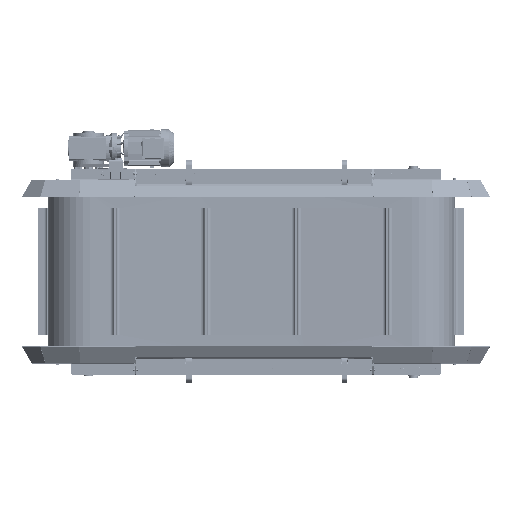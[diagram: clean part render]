
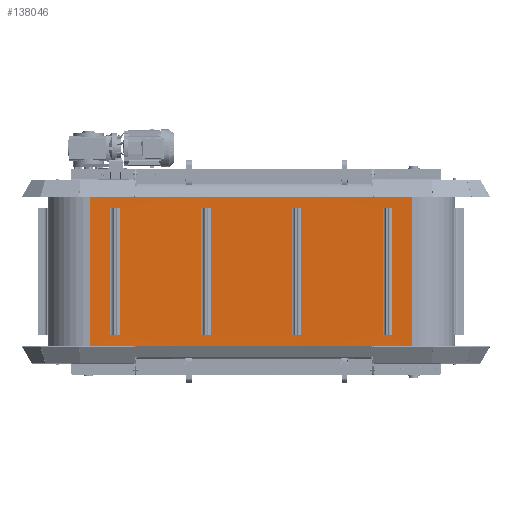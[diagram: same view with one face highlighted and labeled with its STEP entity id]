
A CAD part, top view. The second image highlights one B-rep face of the part: STEP entity #138046.
In plain terms, the highlighted cylindrical face has radius 22933.3 mm (diameter 45866.7 mm), a partial arc.
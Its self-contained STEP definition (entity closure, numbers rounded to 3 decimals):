
#1689=FACE_BOUND('',#25736,.T.);
#1690=FACE_BOUND('',#25737,.T.);
#1691=FACE_BOUND('',#25738,.T.);
#1692=FACE_BOUND('',#25739,.T.);
#10284=CYLINDRICAL_SURFACE('',#150860,22933.326);
#16858=FACE_OUTER_BOUND('',#25735,.T.);
#25735=EDGE_LOOP('',(#114072,#114073,#114074,#114075));
#25736=EDGE_LOOP('',(#114076,#114077,#114078,#114079));
#25737=EDGE_LOOP('',(#114080,#114081,#114082,#114083));
#25738=EDGE_LOOP('',(#114084,#114085,#114086,#114087));
#25739=EDGE_LOOP('',(#114088,#114089,#114090,#114091));
#36296=LINE('',#232169,#45911);
#36300=LINE('',#232183,#45915);
#36301=LINE('',#232189,#45916);
#36302=LINE('',#232192,#45917);
#36303=LINE('',#232197,#45918);
#36304=LINE('',#232200,#45919);
#36305=LINE('',#232205,#45920);
#36306=LINE('',#232208,#45921);
#36307=LINE('',#232213,#45922);
#36308=LINE('',#232216,#45923);
#45911=VECTOR('',#184095,10.);
#45915=VECTOR('',#184107,10.);
#45916=VECTOR('',#184112,10.);
#45917=VECTOR('',#184115,10.);
#45918=VECTOR('',#184118,10.);
#45919=VECTOR('',#184121,10.);
#45920=VECTOR('',#184124,10.);
#45921=VECTOR('',#184127,10.);
#45922=VECTOR('',#184130,10.);
#45923=VECTOR('',#184133,10.);
#52167=CIRCLE('',#150849,22933.326);
#52177=CIRCLE('',#150861,22933.326);
#52178=CIRCLE('',#150862,22933.326);
#52179=CIRCLE('',#150863,22933.326);
#52180=CIRCLE('',#150864,22933.326);
#52181=CIRCLE('',#150865,22933.326);
#52182=CIRCLE('',#150866,22933.326);
#52183=CIRCLE('',#150867,22933.326);
#52184=CIRCLE('',#150868,22933.326);
#52185=CIRCLE('',#150869,22933.326);
#63522=VERTEX_POINT('',#232152);
#63523=VERTEX_POINT('',#232154);
#63529=VERTEX_POINT('',#232168);
#63535=VERTEX_POINT('',#232182);
#63536=VERTEX_POINT('',#232185);
#63537=VERTEX_POINT('',#232186);
#63538=VERTEX_POINT('',#232188);
#63539=VERTEX_POINT('',#232190);
#63540=VERTEX_POINT('',#232193);
#63541=VERTEX_POINT('',#232194);
#63542=VERTEX_POINT('',#232196);
#63543=VERTEX_POINT('',#232198);
#63544=VERTEX_POINT('',#232201);
#63545=VERTEX_POINT('',#232202);
#63546=VERTEX_POINT('',#232204);
#63547=VERTEX_POINT('',#232206);
#63548=VERTEX_POINT('',#232209);
#63549=VERTEX_POINT('',#232210);
#63550=VERTEX_POINT('',#232212);
#63551=VERTEX_POINT('',#232214);
#80844=EDGE_CURVE('',#63522,#63523,#52167,.T.);
#80851=EDGE_CURVE('',#63529,#63522,#36296,.T.);
#80858=EDGE_CURVE('',#63523,#63535,#36300,.T.);
#80859=EDGE_CURVE('',#63535,#63529,#52177,.T.);
#80860=EDGE_CURVE('',#63536,#63537,#52178,.T.);
#80861=EDGE_CURVE('',#63537,#63538,#36301,.T.);
#80862=EDGE_CURVE('',#63538,#63539,#52179,.T.);
#80863=EDGE_CURVE('',#63539,#63536,#36302,.T.);
#80864=EDGE_CURVE('',#63540,#63541,#52180,.T.);
#80865=EDGE_CURVE('',#63541,#63542,#36303,.T.);
#80866=EDGE_CURVE('',#63542,#63543,#52181,.T.);
#80867=EDGE_CURVE('',#63543,#63540,#36304,.T.);
#80868=EDGE_CURVE('',#63544,#63545,#52182,.T.);
#80869=EDGE_CURVE('',#63545,#63546,#36305,.T.);
#80870=EDGE_CURVE('',#63546,#63547,#52183,.T.);
#80871=EDGE_CURVE('',#63547,#63544,#36306,.T.);
#80872=EDGE_CURVE('',#63548,#63549,#52184,.T.);
#80873=EDGE_CURVE('',#63549,#63550,#36307,.T.);
#80874=EDGE_CURVE('',#63550,#63551,#52185,.T.);
#80875=EDGE_CURVE('',#63551,#63548,#36308,.T.);
#114072=ORIENTED_EDGE('',*,*,#80858,.F.);
#114073=ORIENTED_EDGE('',*,*,#80844,.F.);
#114074=ORIENTED_EDGE('',*,*,#80851,.F.);
#114075=ORIENTED_EDGE('',*,*,#80859,.F.);
#114076=ORIENTED_EDGE('',*,*,#80860,.T.);
#114077=ORIENTED_EDGE('',*,*,#80861,.T.);
#114078=ORIENTED_EDGE('',*,*,#80862,.T.);
#114079=ORIENTED_EDGE('',*,*,#80863,.T.);
#114080=ORIENTED_EDGE('',*,*,#80864,.T.);
#114081=ORIENTED_EDGE('',*,*,#80865,.T.);
#114082=ORIENTED_EDGE('',*,*,#80866,.T.);
#114083=ORIENTED_EDGE('',*,*,#80867,.T.);
#114084=ORIENTED_EDGE('',*,*,#80868,.T.);
#114085=ORIENTED_EDGE('',*,*,#80869,.T.);
#114086=ORIENTED_EDGE('',*,*,#80870,.T.);
#114087=ORIENTED_EDGE('',*,*,#80871,.T.);
#114088=ORIENTED_EDGE('',*,*,#80872,.T.);
#114089=ORIENTED_EDGE('',*,*,#80873,.T.);
#114090=ORIENTED_EDGE('',*,*,#80874,.T.);
#114091=ORIENTED_EDGE('',*,*,#80875,.T.);
#138046=ADVANCED_FACE('',(#16858,#1689,#1690,#1691,#1692),#10284,.F.);
#150849=AXIS2_PLACEMENT_3D('',#232155,#184079,#184080);
#150860=AXIS2_PLACEMENT_3D('',#232181,#184105,#184106);
#150861=AXIS2_PLACEMENT_3D('',#232184,#184108,#184109);
#150862=AXIS2_PLACEMENT_3D('',#232187,#184110,#184111);
#150863=AXIS2_PLACEMENT_3D('',#232191,#184113,#184114);
#150864=AXIS2_PLACEMENT_3D('',#232195,#184116,#184117);
#150865=AXIS2_PLACEMENT_3D('',#232199,#184119,#184120);
#150866=AXIS2_PLACEMENT_3D('',#232203,#184122,#184123);
#150867=AXIS2_PLACEMENT_3D('',#232207,#184125,#184126);
#150868=AXIS2_PLACEMENT_3D('',#232211,#184128,#184129);
#150869=AXIS2_PLACEMENT_3D('',#232215,#184131,#184132);
#184079=DIRECTION('center_axis',(0.,1.,0.));
#184080=DIRECTION('ref_axis',(-0.036,0.,
-0.999));
#184095=DIRECTION('',(0.,-1.,0.));
#184105=DIRECTION('center_axis',(0.,-1.,0.));
#184106=DIRECTION('ref_axis',(-0.036,0.,
-0.999));
#184107=DIRECTION('',(0.,1.,0.));
#184108=DIRECTION('center_axis',(0.,-1.,0.));
#184109=DIRECTION('ref_axis',(-0.036,0.,
-0.999));
#184110=DIRECTION('center_axis',(0.,-1.,0.));
#184111=DIRECTION('ref_axis',(-0.036,0.,
-0.999));
#184112=DIRECTION('',(0.,-1.,0.));
#184113=DIRECTION('center_axis',(0.,1.,0.));
#184114=DIRECTION('ref_axis',(-0.036,0.,
-0.999));
#184115=DIRECTION('',(0.,1.,0.));
#184116=DIRECTION('center_axis',(0.,-1.,0.));
#184117=DIRECTION('ref_axis',(-0.036,0.,
-0.999));
#184118=DIRECTION('',(0.,-1.,0.));
#184119=DIRECTION('center_axis',(0.,1.,0.));
#184120=DIRECTION('ref_axis',(-0.036,0.,
-0.999));
#184121=DIRECTION('',(0.,1.,0.));
#184122=DIRECTION('center_axis',(0.,-1.,0.));
#184123=DIRECTION('ref_axis',(-0.036,0.,
-0.999));
#184124=DIRECTION('',(0.,-1.,0.));
#184125=DIRECTION('center_axis',(0.,1.,0.));
#184126=DIRECTION('ref_axis',(-0.036,0.,
-0.999));
#184127=DIRECTION('',(0.,1.,0.));
#184128=DIRECTION('center_axis',(0.,-1.,0.));
#184129=DIRECTION('ref_axis',(-0.036,0.,
-0.999));
#184130=DIRECTION('',(0.,-1.,0.));
#184131=DIRECTION('center_axis',(0.,1.,0.));
#184132=DIRECTION('ref_axis',(-0.036,0.,
-0.999));
#184133=DIRECTION('',(0.,1.,0.));
#232152=CARTESIAN_POINT('',(847.388,-400.,123.863));
#232154=CARTESIAN_POINT('',(-807.388,-400.,123.863));
#232155=CARTESIAN_POINT('Origin',(20.,-400.,23042.259));
#232168=CARTESIAN_POINT('',(847.388,400.,123.863));
#232169=CARTESIAN_POINT('',(847.388,0.,123.863));
#232181=CARTESIAN_POINT('Origin',(20.,0.,
23042.259));
#232182=CARTESIAN_POINT('',(-807.388,400.,123.863));
#232183=CARTESIAN_POINT('',(-807.388,0.,123.863));
#232184=CARTESIAN_POINT('Origin',(20.,400.,23042.259));
#232185=CARTESIAN_POINT('',(-704.863,325.,120.391));
#232186=CARTESIAN_POINT('',(-654.886,325.,118.865));
#232187=CARTESIAN_POINT('Origin',(20.,325.,23042.259));
#232188=CARTESIAN_POINT('',(-654.886,-325.,118.865));
#232189=CARTESIAN_POINT('',(-654.886,0.,118.865));
#232190=CARTESIAN_POINT('',(-704.863,-325.,120.391));
#232191=CARTESIAN_POINT('Origin',(20.,-325.,23042.259));
#232192=CARTESIAN_POINT('',(-704.863,0.,120.391));
#232193=CARTESIAN_POINT('',(-238.343,325.,110.388));
#232194=CARTESIAN_POINT('',(-188.346,325.,109.879));
#232195=CARTESIAN_POINT('Origin',(20.,325.,23042.259));
#232196=CARTESIAN_POINT('',(-188.346,-325.,109.879));
#232197=CARTESIAN_POINT('',(-188.346,0.,109.879));
#232198=CARTESIAN_POINT('',(-238.343,-325.,110.388));
#232199=CARTESIAN_POINT('Origin',(20.,-325.,23042.259));
#232200=CARTESIAN_POINT('',(-238.343,0.,110.388));
#232201=CARTESIAN_POINT('',(228.284,325.,109.878));
#232202=CARTESIAN_POINT('',(278.281,325.,110.387));
#232203=CARTESIAN_POINT('Origin',(20.,325.,23042.259));
#232204=CARTESIAN_POINT('',(278.281,-325.,110.387));
#232205=CARTESIAN_POINT('',(278.281,0.,110.387));
#232206=CARTESIAN_POINT('',(228.284,-325.,109.878));
#232207=CARTESIAN_POINT('Origin',(20.,-325.,23042.259));
#232208=CARTESIAN_POINT('',(228.284,0.,109.878));
#232209=CARTESIAN_POINT('',(694.825,325.,118.863));
#232210=CARTESIAN_POINT('',(744.801,325.,120.389));
#232211=CARTESIAN_POINT('Origin',(20.,325.,23042.259));
#232212=CARTESIAN_POINT('',(744.801,-325.,120.389));
#232213=CARTESIAN_POINT('',(744.801,0.,120.389));
#232214=CARTESIAN_POINT('',(694.825,-325.,118.863));
#232215=CARTESIAN_POINT('Origin',(20.,-325.,23042.259));
#232216=CARTESIAN_POINT('',(694.825,0.,118.863));
